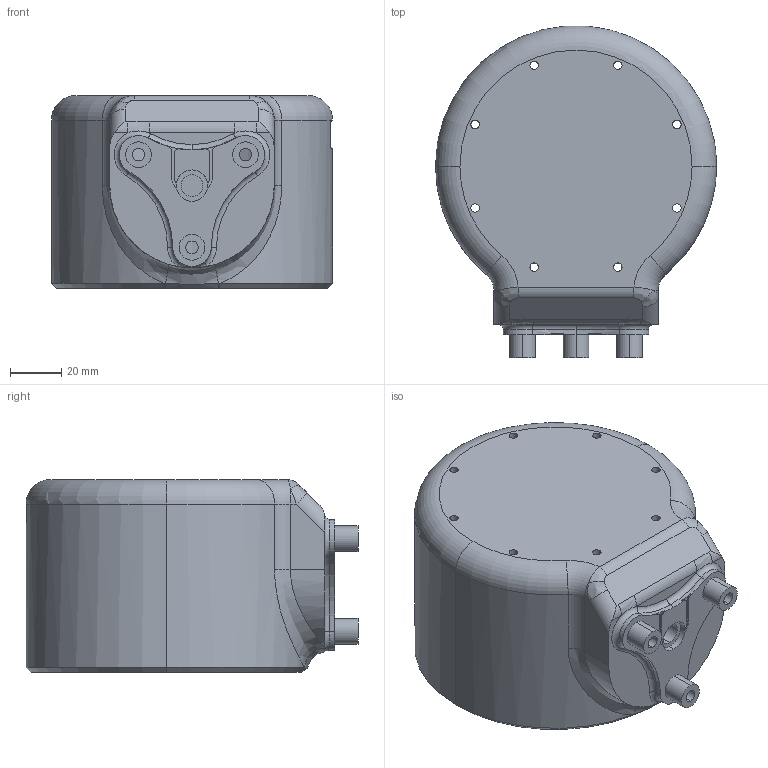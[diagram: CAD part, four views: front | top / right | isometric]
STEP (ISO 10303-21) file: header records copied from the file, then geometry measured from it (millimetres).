
FILE_DESCRIPTION (( 'STEP AP214' ), '1' );
FILE_NAME ('Planetary Gearbox-Carrier Roll.STEP', '2023-04-30T09:52:15', ( '' ), ( '' ), 'SwSTEP 2.0', 'SolidWorks 2019', '' );
FILE_SCHEMA (( 'AUTOMOTIVE_DESIGN' ));
Length unit declared in the file: millimetre
Products named in the file (1): Planetary Gearbox-Carrier Roll
Bounding box: 109.32 x 129.16 x 75 mm (x, y, z)
Volume: 293686.5 mm3; surface area: 68773.4 mm2
Topology: 1 solids, 1 shells, 191 faces, 500 edges, 317 vertices
Faces by surface type: cylinder 87, plane 56, bspline 27, torus 13, cone 8
Entity records: 11650 total; most frequent: CARTESIAN_POINT 6957, ORIENTED_EDGE 1000, DIRECTION 960, EDGE_CURVE 500, AXIS2_PLACEMENT_3D 388, VERTEX_POINT 317, CIRCLE 223, EDGE_LOOP 221
